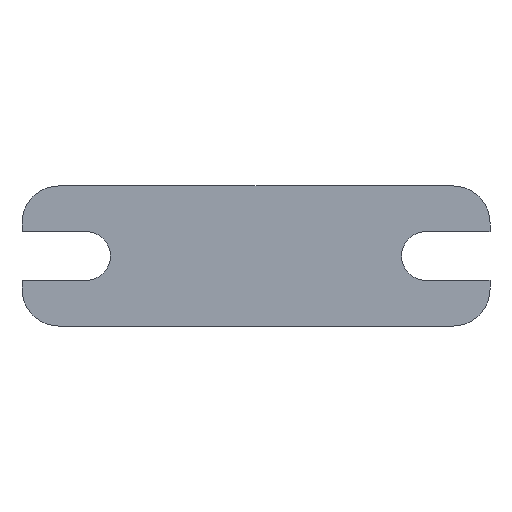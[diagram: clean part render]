
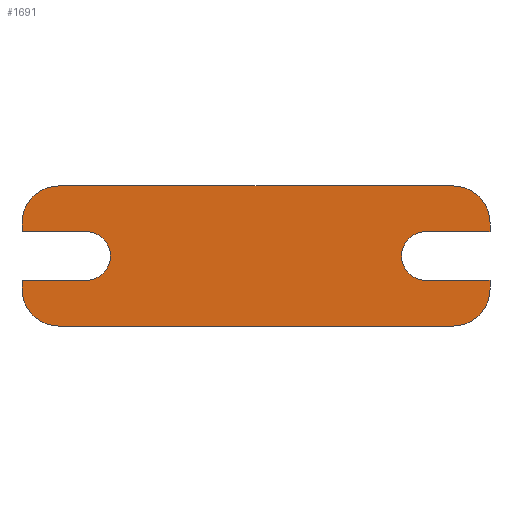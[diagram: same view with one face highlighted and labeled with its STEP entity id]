
A CAD part, front view. The second image highlights one B-rep face of the part: STEP entity #1691.
In plain terms, the highlighted planar face has unit normal (0, -1, 0).
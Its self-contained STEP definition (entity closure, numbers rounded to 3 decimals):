
#3 = EDGE_CURVE ( 'NONE', #1428, #656, #944, .T. ) ;
#19 = EDGE_CURVE ( 'NONE', #289, #1776, #1551, .T. ) ;
#45 = CARTESIAN_POINT ( 'NONE',  ( 26.75, 0., 5. ) ) ;
#48 = EDGE_CURVE ( 'NONE', #1025, #347, #750, .T. ) ;
#63 = ORIENTED_EDGE ( 'NONE', *, *, #1695, .F. ) ;
#64 = CARTESIAN_POINT ( 'NONE',  ( 23.05, 0., 12.8 ) ) ;
#65 = DIRECTION ( 'NONE',  ( -1., 0., 0. ) ) ;
#67 = VERTEX_POINT ( 'NONE', #268 ) ;
#78 = LINE ( 'NONE', #1293, #838 ) ;
#83 = LINE ( 'NONE', #1270, #1463 ) ;
#99 = CIRCLE ( 'NONE', #608, 3.3 ) ;
#118 = CIRCLE ( 'NONE', #152, 3.3 ) ;
#125 = CARTESIAN_POINT ( 'NONE',  ( 31.75, 0., 14. ) ) ;
#137 = CARTESIAN_POINT ( 'NONE',  ( 31.75, 0., 19. ) ) ;
#148 = EDGE_CURVE ( 'NONE', #1428, #1776, #865, .T. ) ;
#152 = AXIS2_PLACEMENT_3D ( 'NONE', #1638, #1220, #1035 ) ;
#161 = DIRECTION ( 'NONE',  ( 0., 0., 1. ) ) ;
#190 = CARTESIAN_POINT ( 'NONE',  ( 31.75, 0., 6.2 ) ) ;
#236 = CARTESIAN_POINT ( 'NONE',  ( -23.05, 0., 6.2 ) ) ;
#241 = EDGE_CURVE ( 'NONE', #1772, #302, #83, .T. ) ;
#268 = CARTESIAN_POINT ( 'NONE',  ( 31.75, 0., 12.8 ) ) ;
#269 = VECTOR ( 'NONE', #834, 1000. ) ;
#277 = CARTESIAN_POINT ( 'NONE',  ( -31.75, 0., 19. ) ) ;
#289 = VERTEX_POINT ( 'NONE', #1155 ) ;
#302 = VERTEX_POINT ( 'NONE', #236 ) ;
#314 = VECTOR ( 'NONE', #882, 1000. ) ;
#319 = EDGE_CURVE ( 'NONE', #478, #67, #1279, .T. ) ;
#338 = DIRECTION ( 'NONE',  ( -1., 0., 0. ) ) ;
#347 = VERTEX_POINT ( 'NONE', #388 ) ;
#348 = DIRECTION ( 'NONE',  ( 0., 0., 1. ) ) ;
#378 = DIRECTION ( 'NONE',  ( 1., 0., 0. ) ) ;
#388 = CARTESIAN_POINT ( 'NONE',  ( -31.75, 0., 12.8 ) ) ;
#398 = ORIENTED_EDGE ( 'NONE', *, *, #1690, .T. ) ;
#427 = AXIS2_PLACEMENT_3D ( 'NONE', #1595, #685, #1269 ) ;
#467 = ORIENTED_EDGE ( 'NONE', *, *, #19, .T. ) ;
#478 = VERTEX_POINT ( 'NONE', #125 ) ;
#492 = ORIENTED_EDGE ( 'NONE', *, *, #1345, .T. ) ;
#511 = AXIS2_PLACEMENT_3D ( 'NONE', #1726, #1749, #1008 ) ;
#525 = CARTESIAN_POINT ( 'NONE',  ( 31.75, 0., 12.8 ) ) ;
#543 = FACE_OUTER_BOUND ( 'NONE', #1822, .T. ) ;
#603 = EDGE_CURVE ( 'NONE', #1193, #289, #728, .T. ) ;
#608 = AXIS2_PLACEMENT_3D ( 'NONE', #800, #1679, #1833 ) ;
#609 = DIRECTION ( 'NONE',  ( 0., 0., 1. ) ) ;
#617 = ORIENTED_EDGE ( 'NONE', *, *, #1153, .F. ) ;
#618 = EDGE_CURVE ( 'NONE', #1314, #347, #78, .T. ) ;
#656 = VERTEX_POINT ( 'NONE', #683 ) ;
#659 = VERTEX_POINT ( 'NONE', #1480 ) ;
#664 = EDGE_CURVE ( 'NONE', #478, #1397, #937, .T. ) ;
#682 = ORIENTED_EDGE ( 'NONE', *, *, #1474, .T. ) ;
#683 = CARTESIAN_POINT ( 'NONE',  ( 23.05, 0., 6.2 ) ) ;
#685 = DIRECTION ( 'NONE',  ( 0., 1., 0. ) ) ;
#691 = AXIS2_PLACEMENT_3D ( 'NONE', #45, #1116, #348 ) ;
#718 = CARTESIAN_POINT ( 'NONE',  ( -31.75, 0., 5. ) ) ;
#728 = LINE ( 'NONE', #1091, #1647 ) ;
#746 = CARTESIAN_POINT ( 'NONE',  ( 31.75, 0., 5. ) ) ;
#750 = LINE ( 'NONE', #1832, #1252 ) ;
#788 = EDGE_CURVE ( 'NONE', #1772, #1554, #916, .T. ) ;
#800 = CARTESIAN_POINT ( 'NONE',  ( 23.05, 0., 9.5 ) ) ;
#834 = DIRECTION ( 'NONE',  ( 0., 0., -1. ) ) ;
#838 = VECTOR ( 'NONE', #65, 1000. ) ;
#859 = AXIS2_PLACEMENT_3D ( 'NONE', #1029, #1632, #1210 ) ;
#865 = LINE ( 'NONE', #137, #1746 ) ;
#882 = DIRECTION ( 'NONE',  ( 1., 0., 0. ) ) ;
#902 = CARTESIAN_POINT ( 'NONE',  ( -26.75, 0., 19. ) ) ;
#916 = LINE ( 'NONE', #277, #1327 ) ;
#927 = CIRCLE ( 'NONE', #1678, 5. ) ;
#930 = VERTEX_POINT ( 'NONE', #64 ) ;
#933 = CARTESIAN_POINT ( 'NONE',  ( -23.05, 0., 12.8 ) ) ;
#937 = CIRCLE ( 'NONE', #511, 5. ) ;
#944 = LINE ( 'NONE', #190, #1727 ) ;
#966 = LINE ( 'NONE', #1476, #314 ) ;
#989 = DIRECTION ( 'NONE',  ( 1., 0., 0. ) ) ;
#1008 = DIRECTION ( 'NONE',  ( 0., 0., 1. ) ) ;
#1020 = ORIENTED_EDGE ( 'NONE', *, *, #618, .F. ) ;
#1022 = ORIENTED_EDGE ( 'NONE', *, *, #241, .F. ) ;
#1025 = VERTEX_POINT ( 'NONE', #1603 ) ;
#1029 = CARTESIAN_POINT ( 'NONE',  ( -31.75, 0., 19. ) ) ;
#1035 = DIRECTION ( 'NONE',  ( -1., 0., 0. ) ) ;
#1045 = EDGE_CURVE ( 'NONE', #930, #67, #1457, .T. ) ;
#1091 = CARTESIAN_POINT ( 'NONE',  ( -31.75, 0., 0. ) ) ;
#1092 = ORIENTED_EDGE ( 'NONE', *, *, #148, .F. ) ;
#1114 = ORIENTED_EDGE ( 'NONE', *, *, #1045, .T. ) ;
#1116 = DIRECTION ( 'NONE',  ( 0., -1., 0. ) ) ;
#1140 = CARTESIAN_POINT ( 'NONE',  ( 31.75, 0., 19. ) ) ;
#1153 = EDGE_CURVE ( 'NONE', #1796, #1397, #966, .T. ) ;
#1155 = CARTESIAN_POINT ( 'NONE',  ( 26.75, 0., 0. ) ) ;
#1163 = ORIENTED_EDGE ( 'NONE', *, *, #319, .F. ) ;
#1193 = VERTEX_POINT ( 'NONE', #1517 ) ;
#1210 = DIRECTION ( 'NONE',  ( 0., 0., 1. ) ) ;
#1220 = DIRECTION ( 'NONE',  ( 0., -1., 0. ) ) ;
#1242 = DIRECTION ( 'NONE',  ( 0., -1., 0. ) ) ;
#1243 = ORIENTED_EDGE ( 'NONE', *, *, #664, .T. ) ;
#1252 = VECTOR ( 'NONE', #1606, 1000. ) ;
#1269 = DIRECTION ( 'NONE',  ( 1., 0., 0. ) ) ;
#1270 = CARTESIAN_POINT ( 'NONE',  ( -31.75, 0., 6.2 ) ) ;
#1279 = LINE ( 'NONE', #1140, #269 ) ;
#1287 = DIRECTION ( 'NONE',  ( 1., 0., 0. ) ) ;
#1293 = CARTESIAN_POINT ( 'NONE',  ( -31.75, 0., 12.8 ) ) ;
#1314 = VERTEX_POINT ( 'NONE', #933 ) ;
#1327 = VECTOR ( 'NONE', #1501, 1000. ) ;
#1341 = PLANE ( 'NONE',  #859 ) ;
#1345 = EDGE_CURVE ( 'NONE', #656, #659, #99, .T. ) ;
#1367 = ORIENTED_EDGE ( 'NONE', *, *, #788, .T. ) ;
#1387 = CIRCLE ( 'NONE', #427, 3.3 ) ;
#1397 = VERTEX_POINT ( 'NONE', #1698 ) ;
#1428 = VERTEX_POINT ( 'NONE', #1846 ) ;
#1457 = LINE ( 'NONE', #525, #1512 ) ;
#1463 = VECTOR ( 'NONE', #1287, 1000. ) ;
#1474 = EDGE_CURVE ( 'NONE', #659, #930, #1387, .T. ) ;
#1476 = CARTESIAN_POINT ( 'NONE',  ( -31.75, 0., 19. ) ) ;
#1477 = ORIENTED_EDGE ( 'NONE', *, *, #1817, .T. ) ;
#1480 = CARTESIAN_POINT ( 'NONE',  ( 19.75, 0., 9.5 ) ) ;
#1501 = DIRECTION ( 'NONE',  ( 0., 0., -1. ) ) ;
#1512 = VECTOR ( 'NONE', #378, 1000. ) ;
#1517 = CARTESIAN_POINT ( 'NONE',  ( -26.75, 0., 0. ) ) ;
#1518 = AXIS2_PLACEMENT_3D ( 'NONE', #1790, #1914, #609 ) ;
#1521 = CARTESIAN_POINT ( 'NONE',  ( -26.75, 0., 14. ) ) ;
#1551 = CIRCLE ( 'NONE', #691, 5. ) ;
#1554 = VERTEX_POINT ( 'NONE', #718 ) ;
#1595 = CARTESIAN_POINT ( 'NONE',  ( 23.05, 0., 9.5 ) ) ;
#1603 = CARTESIAN_POINT ( 'NONE',  ( -31.75, 0., 14. ) ) ;
#1606 = DIRECTION ( 'NONE',  ( 0., 0., -1. ) ) ;
#1626 = ORIENTED_EDGE ( 'NONE', *, *, #3, .T. ) ;
#1632 = DIRECTION ( 'NONE',  ( 0., 1., 0. ) ) ;
#1638 = CARTESIAN_POINT ( 'NONE',  ( -23.05, 0., 9.5 ) ) ;
#1647 = VECTOR ( 'NONE', #989, 1000. ) ;
#1654 = CARTESIAN_POINT ( 'NONE',  ( -31.75, 0., 6.2 ) ) ;
#1678 = AXIS2_PLACEMENT_3D ( 'NONE', #1521, #1242, #161 ) ;
#1679 = DIRECTION ( 'NONE',  ( 0., 1., 0. ) ) ;
#1690 = EDGE_CURVE ( 'NONE', #1554, #1193, #1801, .T. ) ;
#1691 = ADVANCED_FACE ( 'NONE', ( #543 ), #1341, .F. ) ;
#1695 = EDGE_CURVE ( 'NONE', #302, #1314, #118, .T. ) ;
#1698 = CARTESIAN_POINT ( 'NONE',  ( 26.75, 0., 19. ) ) ;
#1726 = CARTESIAN_POINT ( 'NONE',  ( 26.75, 0., 14. ) ) ;
#1727 = VECTOR ( 'NONE', #338, 1000. ) ;
#1746 = VECTOR ( 'NONE', #1785, 1000. ) ;
#1749 = DIRECTION ( 'NONE',  ( 0., -1., 0. ) ) ;
#1754 = ORIENTED_EDGE ( 'NONE', *, *, #48, .T. ) ;
#1772 = VERTEX_POINT ( 'NONE', #1654 ) ;
#1776 = VERTEX_POINT ( 'NONE', #746 ) ;
#1785 = DIRECTION ( 'NONE',  ( 0., 0., -1. ) ) ;
#1790 = CARTESIAN_POINT ( 'NONE',  ( -26.75, 0., 5. ) ) ;
#1796 = VERTEX_POINT ( 'NONE', #902 ) ;
#1801 = CIRCLE ( 'NONE', #1518, 5. ) ;
#1813 = ORIENTED_EDGE ( 'NONE', *, *, #603, .T. ) ;
#1817 = EDGE_CURVE ( 'NONE', #1796, #1025, #927, .T. ) ;
#1822 = EDGE_LOOP ( 'NONE', ( #1022, #1367, #398, #1813, #467, #1092, #1626, #492, #682, #1114, #1163, #1243, #617, #1477, #1754, #1020, #63 ) ) ;
#1832 = CARTESIAN_POINT ( 'NONE',  ( -31.75, 0., 19. ) ) ;
#1833 = DIRECTION ( 'NONE',  ( 1., 0., 0. ) ) ;
#1846 = CARTESIAN_POINT ( 'NONE',  ( 31.75, 0., 6.2 ) ) ;
#1914 = DIRECTION ( 'NONE',  ( 0., -1., 0. ) ) ;
